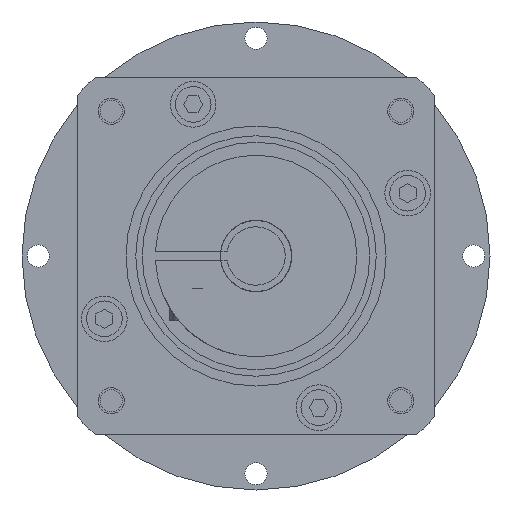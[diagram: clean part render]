
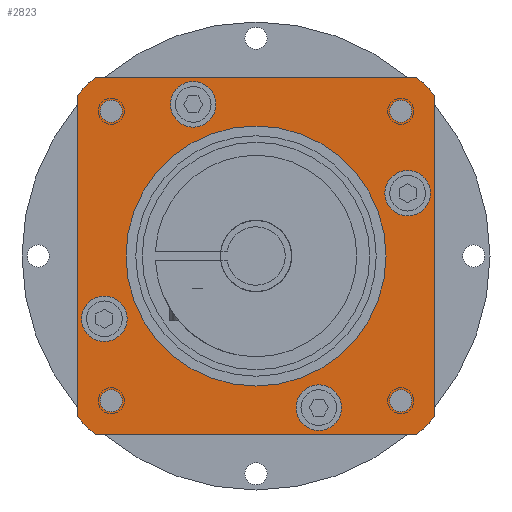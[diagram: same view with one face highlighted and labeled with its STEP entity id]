
A CAD part, left-side view. The second image highlights one B-rep face of the part: STEP entity #2823.
In plain terms, the highlighted planar face has unit normal (-1, 0, 0).
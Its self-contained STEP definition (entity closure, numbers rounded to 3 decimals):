
#87=CARTESIAN_POINT('',(0.,0.,0.));
#88=DIRECTION('',(-1.,0.,0.));
#89=DIRECTION('',(0.,-0.669,-0.743));
#90=AXIS2_PLACEMENT_3D('',#87,#88,#89);
#92=DIRECTION('',(0.,-1.,0.));
#93=VECTOR('',#92,49.508);
#94=CARTESIAN_POINT('',(0.,24.754,-27.5));
#95=LINE('',#94,#93);
#96=CARTESIAN_POINT('',(0.,0.,0.));
#97=DIRECTION('',(-1.,0.,0.));
#98=DIRECTION('',(0.,0.743,-0.669));
#99=AXIS2_PLACEMENT_3D('',#96,#97,#98);
#101=DIRECTION('',(0.,0.,-1.));
#102=VECTOR('',#101,49.508);
#103=CARTESIAN_POINT('',(0.,27.5,24.754));
#104=LINE('',#103,#102);
#105=CARTESIAN_POINT('',(0.,0.,0.));
#106=DIRECTION('',(-1.,0.,0.));
#107=DIRECTION('',(0.,0.669,0.743));
#108=AXIS2_PLACEMENT_3D('',#105,#106,#107);
#110=DIRECTION('',(0.,1.,0.));
#111=VECTOR('',#110,49.508);
#112=CARTESIAN_POINT('',(0.,-24.754,27.5));
#113=LINE('',#112,#111);
#114=CARTESIAN_POINT('',(0.,0.,0.));
#115=DIRECTION('',(-1.,0.,0.));
#116=DIRECTION('',(0.,-0.743,0.669));
#117=AXIS2_PLACEMENT_3D('',#114,#115,#116);
#119=DIRECTION('',(0.,0.,1.));
#120=VECTOR('',#119,49.508);
#121=CARTESIAN_POINT('',(0.,-27.5,-24.754));
#122=LINE('',#121,#120);
#123=CARTESIAN_POINT('',(0.,0.,0.));
#124=DIRECTION('',(-1.,0.,0.));
#125=DIRECTION('',(0.,0.,-1.));
#126=AXIS2_PLACEMENT_3D('',#123,#124,#125);
#128=CARTESIAN_POINT('',(0.,0.,0.));
#129=DIRECTION('',(-1.,0.,0.));
#130=DIRECTION('',(0.,0.,1.));
#131=AXIS2_PLACEMENT_3D('',#128,#129,#130);
#133=CARTESIAN_POINT('',(0.,-22.274,-22.274));
#134=DIRECTION('',(1.,0.,0.));
#135=DIRECTION('',(0.,1.,0.));
#136=AXIS2_PLACEMENT_3D('',#133,#134,#135);
#138=CARTESIAN_POINT('',(0.,-22.274,-22.274));
#139=DIRECTION('',(1.,0.,0.));
#140=DIRECTION('',(0.,-1.,0.));
#141=AXIS2_PLACEMENT_3D('',#138,#139,#140);
#143=CARTESIAN_POINT('',(0.,22.274,-22.274));
#144=DIRECTION('',(1.,0.,0.));
#145=DIRECTION('',(0.,0.,1.));
#146=AXIS2_PLACEMENT_3D('',#143,#144,#145);
#148=CARTESIAN_POINT('',(0.,22.274,-22.274));
#149=DIRECTION('',(1.,0.,0.));
#150=DIRECTION('',(0.,0.,-1.));
#151=AXIS2_PLACEMENT_3D('',#148,#149,#150);
#153=CARTESIAN_POINT('',(0.,22.274,22.274));
#154=DIRECTION('',(1.,0.,0.));
#155=DIRECTION('',(0.,-1.,0.));
#156=AXIS2_PLACEMENT_3D('',#153,#154,#155);
#158=CARTESIAN_POINT('',(0.,22.274,22.274));
#159=DIRECTION('',(1.,0.,0.));
#160=DIRECTION('',(0.,1.,0.));
#161=AXIS2_PLACEMENT_3D('',#158,#159,#160);
#163=CARTESIAN_POINT('',(0.,-22.274,22.274));
#164=DIRECTION('',(1.,0.,0.));
#165=DIRECTION('',(0.,0.,-1.));
#166=AXIS2_PLACEMENT_3D('',#163,#164,#165);
#168=CARTESIAN_POINT('',(0.,-22.274,22.274));
#169=DIRECTION('',(1.,0.,0.));
#170=DIRECTION('',(0.,0.,1.));
#171=AXIS2_PLACEMENT_3D('',#168,#169,#170);
#173=CARTESIAN_POINT('',(0.,-9.663,-23.328));
#174=DIRECTION('',(1.,0.,0.));
#175=DIRECTION('',(0.,1.,0.));
#176=AXIS2_PLACEMENT_3D('',#173,#174,#175);
#178=CARTESIAN_POINT('',(0.,-9.663,-23.328));
#179=DIRECTION('',(1.,0.,0.));
#180=DIRECTION('',(0.,-1.,0.));
#181=AXIS2_PLACEMENT_3D('',#178,#179,#180);
#183=CARTESIAN_POINT('',(0.,23.328,-9.663));
#184=DIRECTION('',(1.,0.,0.));
#185=DIRECTION('',(0.,0.,1.));
#186=AXIS2_PLACEMENT_3D('',#183,#184,#185);
#188=CARTESIAN_POINT('',(0.,23.328,-9.663));
#189=DIRECTION('',(1.,0.,0.));
#190=DIRECTION('',(0.,0.,-1.));
#191=AXIS2_PLACEMENT_3D('',#188,#189,#190);
#193=CARTESIAN_POINT('',(0.,9.663,23.328));
#194=DIRECTION('',(1.,0.,0.));
#195=DIRECTION('',(0.,-1.,0.));
#196=AXIS2_PLACEMENT_3D('',#193,#194,#195);
#198=CARTESIAN_POINT('',(0.,9.663,23.328));
#199=DIRECTION('',(1.,0.,0.));
#200=DIRECTION('',(0.,1.,0.));
#201=AXIS2_PLACEMENT_3D('',#198,#199,#200);
#203=CARTESIAN_POINT('',(0.,-23.328,9.663));
#204=DIRECTION('',(1.,0.,0.));
#205=DIRECTION('',(0.,0.,-1.));
#206=AXIS2_PLACEMENT_3D('',#203,#204,#205);
#208=CARTESIAN_POINT('',(0.,-23.328,9.663));
#209=DIRECTION('',(1.,0.,0.));
#210=DIRECTION('',(0.,0.,1.));
#211=AXIS2_PLACEMENT_3D('',#208,#209,#210);
#2362=CARTESIAN_POINT('',(0.,-24.754,-27.5));
#2363=CARTESIAN_POINT('',(0.,-27.5,-24.754));
#2364=VERTEX_POINT('',#2362);
#2365=VERTEX_POINT('',#2363);
#2366=CARTESIAN_POINT('',(0.,-27.5,24.754));
#2367=VERTEX_POINT('',#2366);
#2368=CARTESIAN_POINT('',(0.,-24.754,27.5));
#2369=VERTEX_POINT('',#2368);
#2370=CARTESIAN_POINT('',(0.,24.754,27.5));
#2371=VERTEX_POINT('',#2370);
#2372=CARTESIAN_POINT('',(0.,27.5,24.754));
#2373=VERTEX_POINT('',#2372);
#2374=CARTESIAN_POINT('',(0.,27.5,-24.754));
#2375=VERTEX_POINT('',#2374);
#2376=CARTESIAN_POINT('',(0.,24.754,-27.5));
#2377=VERTEX_POINT('',#2376);
#2428=CARTESIAN_POINT('',(0.,0.,-20.));
#2429=CARTESIAN_POINT('',(0.,0.,20.));
#2430=VERTEX_POINT('',#2428);
#2431=VERTEX_POINT('',#2429);
#2448=CARTESIAN_POINT('',(0.,-20.574,-22.274));
#2449=CARTESIAN_POINT('',(0.,-23.974,-22.274));
#2450=VERTEX_POINT('',#2448);
#2451=VERTEX_POINT('',#2449);
#2456=CARTESIAN_POINT('',(0.,22.274,-20.574));
#2457=CARTESIAN_POINT('',(0.,22.274,-23.974));
#2458=VERTEX_POINT('',#2456);
#2459=VERTEX_POINT('',#2457);
#2464=CARTESIAN_POINT('',(0.,20.574,22.274));
#2465=CARTESIAN_POINT('',(0.,23.974,22.274));
#2466=VERTEX_POINT('',#2464);
#2467=VERTEX_POINT('',#2465);
#2472=CARTESIAN_POINT('',(0.,-22.274,20.574));
#2473=CARTESIAN_POINT('',(0.,-22.274,23.974));
#2474=VERTEX_POINT('',#2472);
#2475=VERTEX_POINT('',#2473);
#2480=CARTESIAN_POINT('',(0.,-6.163,-23.328));
#2481=CARTESIAN_POINT('',(0.,-13.163,-23.328));
#2482=VERTEX_POINT('',#2480);
#2483=VERTEX_POINT('',#2481);
#2520=CARTESIAN_POINT('',(0.,23.328,-6.163));
#2521=CARTESIAN_POINT('',(0.,23.328,-13.163));
#2522=VERTEX_POINT('',#2520);
#2523=VERTEX_POINT('',#2521);
#2560=CARTESIAN_POINT('',(0.,6.163,23.328));
#2561=CARTESIAN_POINT('',(0.,13.163,23.328));
#2562=VERTEX_POINT('',#2560);
#2563=VERTEX_POINT('',#2561);
#2600=CARTESIAN_POINT('',(0.,-23.328,6.163));
#2601=CARTESIAN_POINT('',(0.,-23.328,13.163));
#2602=VERTEX_POINT('',#2600);
#2603=VERTEX_POINT('',#2601);
#2747=CARTESIAN_POINT('',(0.,0.,0.));
#2748=DIRECTION('',(-1.,0.,0.));
#2749=DIRECTION('',(0.,1.,0.));
#2750=AXIS2_PLACEMENT_3D('',#2747,#2748,#2749);
#2751=PLANE('',#2750);
#2753=ORIENTED_EDGE('',*,*,#2752,.F.);
#2755=ORIENTED_EDGE('',*,*,#2754,.F.);
#2757=ORIENTED_EDGE('',*,*,#2756,.F.);
#2759=ORIENTED_EDGE('',*,*,#2758,.F.);
#2761=ORIENTED_EDGE('',*,*,#2760,.F.);
#2763=ORIENTED_EDGE('',*,*,#2762,.F.);
#2765=ORIENTED_EDGE('',*,*,#2764,.F.);
#2767=ORIENTED_EDGE('',*,*,#2766,.F.);
#2768=EDGE_LOOP('',(#2753,#2755,#2757,#2759,#2761,#2763,#2765,#2767));
#2769=FACE_OUTER_BOUND('',#2768,.F.);
#2771=ORIENTED_EDGE('',*,*,#2770,.T.);
#2773=ORIENTED_EDGE('',*,*,#2772,.T.);
#2774=EDGE_LOOP('',(#2771,#2773));
#2775=FACE_BOUND('',#2774,.F.);
#2777=ORIENTED_EDGE('',*,*,#2776,.F.);
#2779=ORIENTED_EDGE('',*,*,#2778,.F.);
#2780=EDGE_LOOP('',(#2777,#2779));
#2781=FACE_BOUND('',#2780,.F.);
#2783=ORIENTED_EDGE('',*,*,#2782,.F.);
#2785=ORIENTED_EDGE('',*,*,#2784,.F.);
#2786=EDGE_LOOP('',(#2783,#2785));
#2787=FACE_BOUND('',#2786,.F.);
#2789=ORIENTED_EDGE('',*,*,#2788,.F.);
#2791=ORIENTED_EDGE('',*,*,#2790,.F.);
#2792=EDGE_LOOP('',(#2789,#2791));
#2793=FACE_BOUND('',#2792,.F.);
#2794=ORIENTED_EDGE('',*,*,#2729,.F.);
#2796=ORIENTED_EDGE('',*,*,#2795,.F.);
#2797=EDGE_LOOP('',(#2794,#2796));
#2798=FACE_BOUND('',#2797,.F.);
#2800=ORIENTED_EDGE('',*,*,#2799,.F.);
#2802=ORIENTED_EDGE('',*,*,#2801,.F.);
#2803=EDGE_LOOP('',(#2800,#2802));
#2804=FACE_BOUND('',#2803,.F.);
#2806=ORIENTED_EDGE('',*,*,#2805,.F.);
#2808=ORIENTED_EDGE('',*,*,#2807,.F.);
#2809=EDGE_LOOP('',(#2806,#2808));
#2810=FACE_BOUND('',#2809,.F.);
#2812=ORIENTED_EDGE('',*,*,#2811,.F.);
#2814=ORIENTED_EDGE('',*,*,#2813,.F.);
#2815=EDGE_LOOP('',(#2812,#2814));
#2816=FACE_BOUND('',#2815,.F.);
#2818=ORIENTED_EDGE('',*,*,#2817,.F.);
#2820=ORIENTED_EDGE('',*,*,#2819,.F.);
#2821=EDGE_LOOP('',(#2818,#2820));
#2822=FACE_BOUND('',#2821,.F.);
#91=CIRCLE('',#90,37.);
#100=CIRCLE('',#99,37.);
#109=CIRCLE('',#108,37.);
#118=CIRCLE('',#117,37.);
#127=CIRCLE('',#126,20.);
#132=CIRCLE('',#131,20.);
#137=CIRCLE('',#136,1.7);
#142=CIRCLE('',#141,1.7);
#147=CIRCLE('',#146,1.7);
#152=CIRCLE('',#151,1.7);
#157=CIRCLE('',#156,1.7);
#162=CIRCLE('',#161,1.7);
#167=CIRCLE('',#166,1.7);
#172=CIRCLE('',#171,1.7);
#177=CIRCLE('',#176,3.5);
#182=CIRCLE('',#181,3.5);
#187=CIRCLE('',#186,3.5);
#192=CIRCLE('',#191,3.5);
#197=CIRCLE('',#196,3.5);
#202=CIRCLE('',#201,3.5);
#207=CIRCLE('',#206,3.5);
#212=CIRCLE('',#211,3.5);
#2729=EDGE_CURVE('',#2474,#2475,#167,.T.);
#2752=EDGE_CURVE('',#2364,#2365,#91,.T.);
#2754=EDGE_CURVE('',#2377,#2364,#95,.T.);
#2756=EDGE_CURVE('',#2375,#2377,#100,.T.);
#2758=EDGE_CURVE('',#2373,#2375,#104,.T.);
#2760=EDGE_CURVE('',#2371,#2373,#109,.T.);
#2762=EDGE_CURVE('',#2369,#2371,#113,.T.);
#2764=EDGE_CURVE('',#2367,#2369,#118,.T.);
#2766=EDGE_CURVE('',#2365,#2367,#122,.T.);
#2770=EDGE_CURVE('',#2430,#2431,#127,.T.);
#2772=EDGE_CURVE('',#2431,#2430,#132,.T.);
#2776=EDGE_CURVE('',#2450,#2451,#137,.T.);
#2778=EDGE_CURVE('',#2451,#2450,#142,.T.);
#2782=EDGE_CURVE('',#2458,#2459,#147,.T.);
#2784=EDGE_CURVE('',#2459,#2458,#152,.T.);
#2788=EDGE_CURVE('',#2466,#2467,#157,.T.);
#2790=EDGE_CURVE('',#2467,#2466,#162,.T.);
#2795=EDGE_CURVE('',#2475,#2474,#172,.T.);
#2799=EDGE_CURVE('',#2482,#2483,#177,.T.);
#2801=EDGE_CURVE('',#2483,#2482,#182,.T.);
#2805=EDGE_CURVE('',#2522,#2523,#187,.T.);
#2807=EDGE_CURVE('',#2523,#2522,#192,.T.);
#2811=EDGE_CURVE('',#2562,#2563,#197,.T.);
#2813=EDGE_CURVE('',#2563,#2562,#202,.T.);
#2817=EDGE_CURVE('',#2602,#2603,#207,.T.);
#2819=EDGE_CURVE('',#2603,#2602,#212,.T.);
#2823=ADVANCED_FACE('',(#2769,#2775,#2781,#2787,#2793,#2798,#2804,#2810,#2816,
#2822),#2751,.T.);
